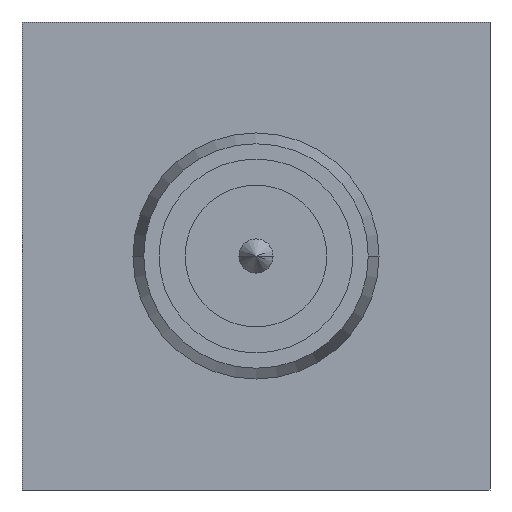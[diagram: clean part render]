
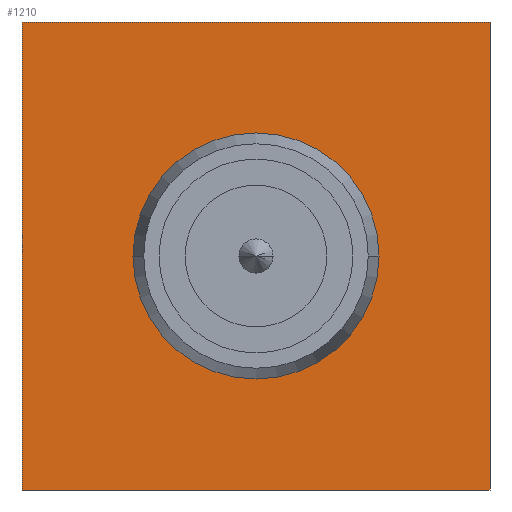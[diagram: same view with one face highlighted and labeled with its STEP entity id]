
A CAD part, left-side view. The second image highlights one B-rep face of the part: STEP entity #1210.
In plain terms, the highlighted planar face has unit normal (-1, 0, 0).
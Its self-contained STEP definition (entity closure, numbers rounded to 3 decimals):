
#201=CARTESIAN_POINT('',(5.8,0.,0.));
#202=DIRECTION('',(-1.,0.,0.));
#203=DIRECTION('',(0.,1.,0.));
#204=AXIS2_PLACEMENT_3D('',#201,#202,#203);
#206=CARTESIAN_POINT('',(5.8,0.,0.));
#207=DIRECTION('',(1.,0.,0.));
#208=DIRECTION('',(0.,1.,0.));
#209=AXIS2_PLACEMENT_3D('',#206,#207,#208);
#231=DIRECTION('',(0.,0.,1.));
#232=VECTOR('',#231,7.);
#233=CARTESIAN_POINT('',(5.8,3.5,-3.5));
#234=LINE('',#233,#232);
#275=DIRECTION('',(0.,1.,0.));
#276=VECTOR('',#275,7.);
#277=CARTESIAN_POINT('',(5.8,-3.5,-3.5));
#278=LINE('',#277,#276);
#319=DIRECTION('',(0.,0.,-1.));
#320=VECTOR('',#319,7.);
#321=CARTESIAN_POINT('',(5.8,-3.5,3.5));
#322=LINE('',#321,#320);
#363=DIRECTION('',(0.,-1.,0.));
#364=VECTOR('',#363,7.);
#365=CARTESIAN_POINT('',(5.8,3.5,3.5));
#366=LINE('',#365,#364);
#667=CARTESIAN_POINT('',(5.8,1.84,0.));
#668=CARTESIAN_POINT('',(5.8,-1.84,0.));
#669=VERTEX_POINT('',#667);
#670=VERTEX_POINT('',#668);
#699=CARTESIAN_POINT('',(5.8,3.5,-3.5));
#700=CARTESIAN_POINT('',(5.8,3.5,3.5));
#701=VERTEX_POINT('',#699);
#702=VERTEX_POINT('',#700);
#703=CARTESIAN_POINT('',(5.8,-3.5,3.5));
#704=VERTEX_POINT('',#703);
#705=CARTESIAN_POINT('',(5.8,-3.5,-3.5));
#706=VERTEX_POINT('',#705);
#1191=CARTESIAN_POINT('',(5.8,0.,0.));
#1192=DIRECTION('',(1.,0.,0.));
#1193=DIRECTION('',(0.,-1.,0.));
#1194=AXIS2_PLACEMENT_3D('',#1191,#1192,#1193);
#1195=PLANE('',#1194);
#1197=ORIENTED_EDGE('',*,*,#1196,.T.);
#1199=ORIENTED_EDGE('',*,*,#1198,.T.);
#1201=ORIENTED_EDGE('',*,*,#1200,.T.);
#1203=ORIENTED_EDGE('',*,*,#1202,.T.);
#1204=EDGE_LOOP('',(#1197,#1199,#1201,#1203));
#1205=FACE_OUTER_BOUND('',#1204,.F.);
#1206=ORIENTED_EDGE('',*,*,#1173,.T.);
#1207=ORIENTED_EDGE('',*,*,#1158,.F.);
#1208=EDGE_LOOP('',(#1206,#1207));
#1209=FACE_BOUND('',#1208,.F.);
#1210=ADVANCED_FACE('',(#1205,#1209),#1195,.F.);
#205=CIRCLE('',#204,1.84);
#210=CIRCLE('',#209,1.84);
#1158=EDGE_CURVE('',#669,#670,#210,.T.);
#1173=EDGE_CURVE('',#669,#670,#205,.T.);
#1196=EDGE_CURVE('',#701,#702,#234,.T.);
#1198=EDGE_CURVE('',#702,#704,#366,.T.);
#1200=EDGE_CURVE('',#704,#706,#322,.T.);
#1202=EDGE_CURVE('',#706,#701,#278,.T.);
